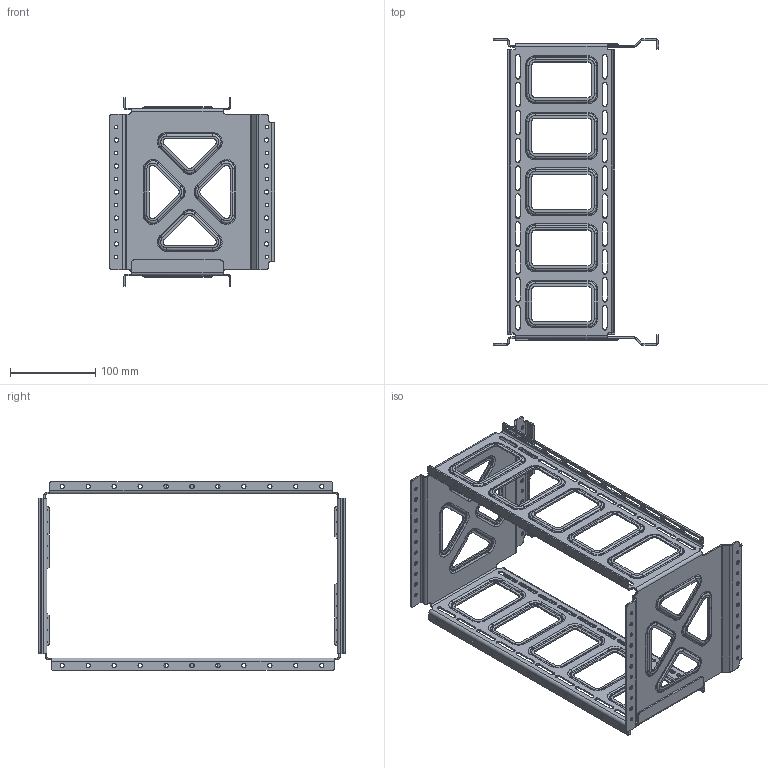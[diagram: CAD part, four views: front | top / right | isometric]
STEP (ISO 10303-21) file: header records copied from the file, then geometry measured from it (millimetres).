
FILE_DESCRIPTION(('FreeCAD Model'),'2;1');
FILE_NAME('Open CASCADE Shape Model','2025-04-27T05:28:49',('FreeCAD'),( 'FreeCAD'),'Open CASCADE STEP processor 7.6','FreeCAD','Unknown');
FILE_SCHEMA(('AUTOMOTIVE_DESIGN { 1 0 10303 214 1 1 1 1 }'));
Products named in the file (1): Open CASCADE STEP translator 7.6 1
Bounding box: 193.97 x 359.95 x 222.07 mm (x, y, z)
Surface area: 289235.6 mm2 (no closed solid volume)
Topology: 0 solids, 1556 shells, 1556 faces, 9300 edges, 9300 vertices
Faces by surface type: bspline 1556
Entity records: 129260 total; most frequent: CARTESIAN_POINT 84251, ORIENTED_EDGE 9300, EDGE_CURVE 9300, VERTEX_POINT 9300, B_SPLINE_CURVE_WITH_KNOTS 7662, FACE_BOUND 1912, EDGE_LOOP 1912, SHELL_BASED_SURFACE_MODEL 1556
